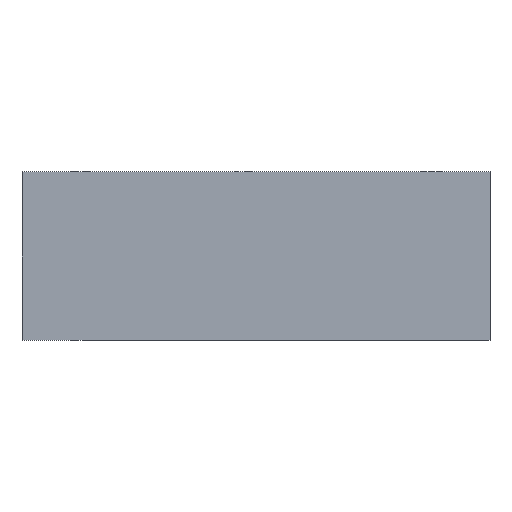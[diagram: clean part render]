
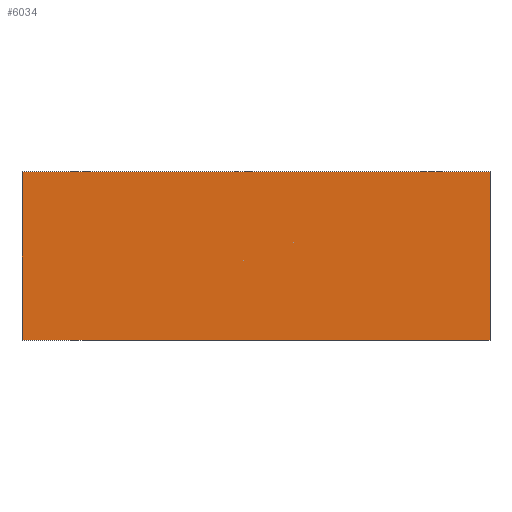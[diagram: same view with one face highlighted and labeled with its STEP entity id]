
A CAD part, front view. The second image highlights one B-rep face of the part: STEP entity #6034.
In plain terms, the highlighted planar face has unit normal (0, -1, 0).
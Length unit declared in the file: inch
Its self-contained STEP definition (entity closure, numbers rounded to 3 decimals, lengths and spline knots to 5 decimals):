
#5902=CARTESIAN_POINT('',(-2.0,-0.125,0.72));
#5903=VERTEX_POINT('',#5902);
#5910=CARTESIAN_POINT('',(2.0,-0.125,0.72));
#5911=VERTEX_POINT('',#5910);
#5912=CARTESIAN_POINT('',(2.0,-0.125,0.72));
#5913=DIRECTION('',(-1.0,0.0,0.0));
#5914=VECTOR('',#5913,4.0);
#5915=LINE('',#5912,#5914);
#5916=EDGE_CURVE('',#5911,#5903,#5915,.T.);
#5940=CARTESIAN_POINT('',(-2.0,-0.125,-0.72));
#5941=VERTEX_POINT('',#5940);
#5948=CARTESIAN_POINT('',(-2.0,-0.125,0.72));
#5949=DIRECTION('',(0.0,0.0,-1.0));
#5950=VECTOR('',#5949,1.44);
#5951=LINE('',#5948,#5950);
#5952=EDGE_CURVE('',#5903,#5941,#5951,.T.);
#5971=CARTESIAN_POINT('',(2.0,-0.125,-0.72));
#5972=VERTEX_POINT('',#5971);
#5979=CARTESIAN_POINT('',(-2.0,-0.125,-0.72));
#5980=DIRECTION('',(1.0,0.0,0.0));
#5981=VECTOR('',#5980,4.0);
#5982=LINE('',#5979,#5981);
#5983=EDGE_CURVE('',#5941,#5972,#5982,.T.);
#6001=CARTESIAN_POINT('',(2.0,-0.125,-0.72));
#6002=DIRECTION('',(0.0,0.0,1.0));
#6003=VECTOR('',#6002,1.44);
#6004=LINE('',#6001,#6003);
#6005=EDGE_CURVE('',#5972,#5911,#6004,.T.);
#6023=CARTESIAN_POINT('',(0.0,-0.125,0.0));
#6024=DIRECTION('',(0.0,1.0,0.0));
#6025=DIRECTION('',(0.0,0.0,1.0));
#6026=AXIS2_PLACEMENT_3D('',#6023,#6024,#6025);
#6027=PLANE('',#6026);
#6028=ORIENTED_EDGE('',*,*,#6005,.T.);
#6029=ORIENTED_EDGE('',*,*,#5916,.T.);
#6030=ORIENTED_EDGE('',*,*,#5952,.T.);
#6031=ORIENTED_EDGE('',*,*,#5983,.T.);
#6032=EDGE_LOOP('',(#6028,#6029,#6030,#6031));
#6033=FACE_OUTER_BOUND('',#6032,.T.);
#6034=ADVANCED_FACE('',(#6033),#6027,.F.);
